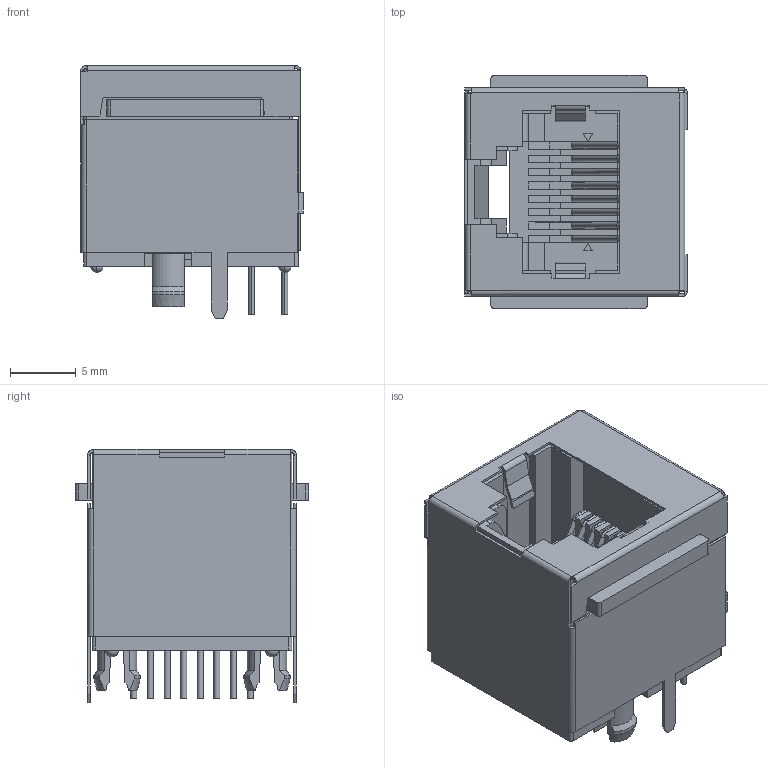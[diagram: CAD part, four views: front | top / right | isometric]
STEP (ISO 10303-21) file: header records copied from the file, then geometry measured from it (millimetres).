
FILE_DESCRIPTION((''),'2;1');
FILE_NAME('94152-088LFC1','2009-02-24T',('msriniva'),(''),'PRO/ENGINEER BY PARAMETRIC TECHNOLOGY CORPORATION, 2008010','PRO/ENGINEER BY PARAMETRIC TECHNOLOGY CORPORATION, 2008010','');
FILE_SCHEMA(('CONFIG_CONTROL_DESIGN'));
Length unit declared in the file: millimetre
Products named in the file (1): 94152-088LFC1
Bounding box: 17.01 x 17.78 x 19.31 mm (x, y, z)
Volume: 2502.4 mm3; surface area: 4155.9 mm2
Topology: 1 solids, 1 shells, 589 faces, 1538 edges, 962 vertices
Faces by surface type: plane 436, cylinder 121, torus 16, cone 8, sphere 8
Entity records: 17830 total; most frequent: CARTESIAN_POINT 3214, ORIENTED_EDGE 3060, DIRECTION 2975, EDGE_CURVE 1530, VECTOR 1215, LINE 1215, VERTEX_POINT 962, AXIS2_PLACEMENT_3D 880
